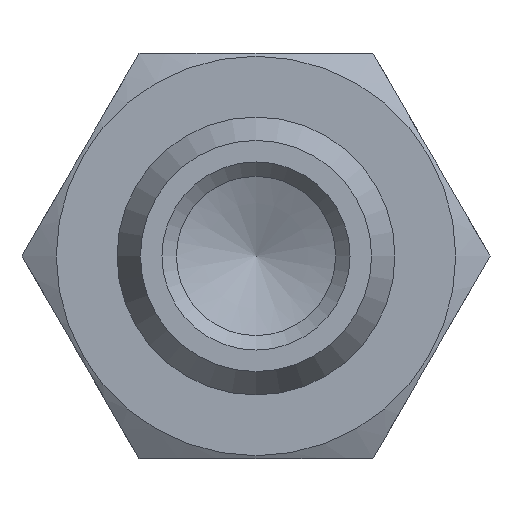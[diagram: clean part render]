
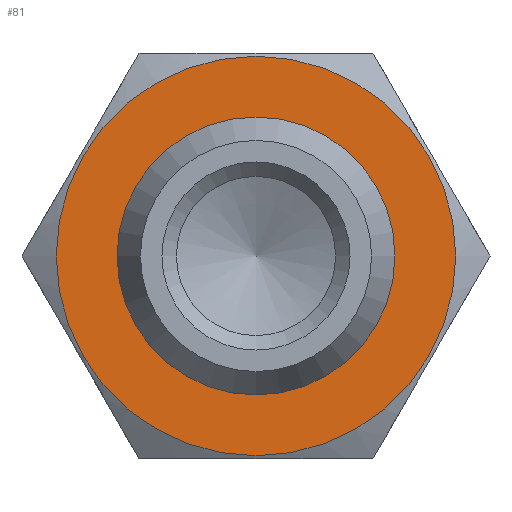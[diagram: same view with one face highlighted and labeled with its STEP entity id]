
A CAD part, front view. The second image highlights one B-rep face of the part: STEP entity #81.
In plain terms, the highlighted planar face has unit normal (0, -1, 0).
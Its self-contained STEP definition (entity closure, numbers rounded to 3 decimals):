
#81 = ADVANCED_FACE( 'NONE', ( #107, #108 ), #109, .T. );
#107 = FACE_OUTER_BOUND( '', #148, .T. );
#108 = FACE_BOUND( '', #149, .T. );
#109 = PLANE( '', #150 );
#148 = EDGE_LOOP( '', ( #226 ) );
#149 = EDGE_LOOP( '', ( #227 ) );
#150 = AXIS2_PLACEMENT_3D( '', #228, #229, #230 );
#226 = ORIENTED_EDGE( '', *, *, #300, .T. );
#227 = ORIENTED_EDGE( '', *, *, #307, .F. );
#228 = CARTESIAN_POINT( '', ( 6.9, 6., 0. ) );
#229 = DIRECTION( '', ( 0., -1., 0. ) );
#230 = DIRECTION( '', ( 0., 0., -1. ) );
#300 = EDGE_CURVE( 'NONE', #348, #348, #349, .T. );
#307 = EDGE_CURVE( 'NONE', #358, #358, #359, .T. );
#348 = VERTEX_POINT( '', #498 );
#349 = CIRCLE( '', #499, 6.9 );
#358 = VERTEX_POINT( '', #512 );
#359 = CIRCLE( '', #513, 4.8 );
#498 = CARTESIAN_POINT( '', ( 0., 6., -6.9 ) );
#499 = AXIS2_PLACEMENT_3D( '', #527, #528, #529 );
#512 = CARTESIAN_POINT( '', ( 0., 6., -4.8 ) );
#513 = AXIS2_PLACEMENT_3D( '', #540, #541, #542 );
#527 = CARTESIAN_POINT( '', ( 0., 6., 0. ) );
#528 = DIRECTION( '', ( 0., -1., 0. ) );
#529 = DIRECTION( '', ( 0., 0., -1. ) );
#540 = CARTESIAN_POINT( '', ( 0., 6., 0. ) );
#541 = DIRECTION( '', ( 0., -1., 0. ) );
#542 = DIRECTION( '', ( 0., 0., -1. ) );
